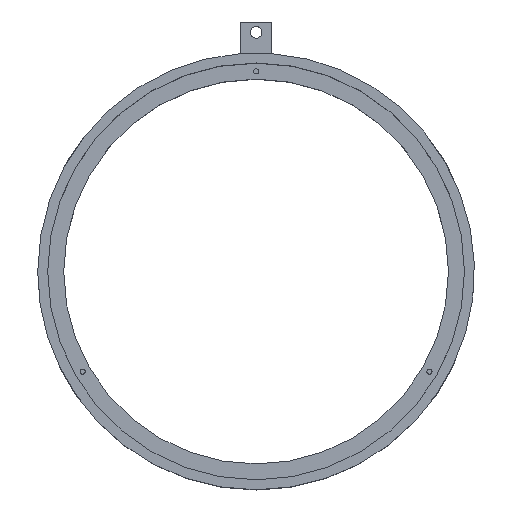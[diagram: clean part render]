
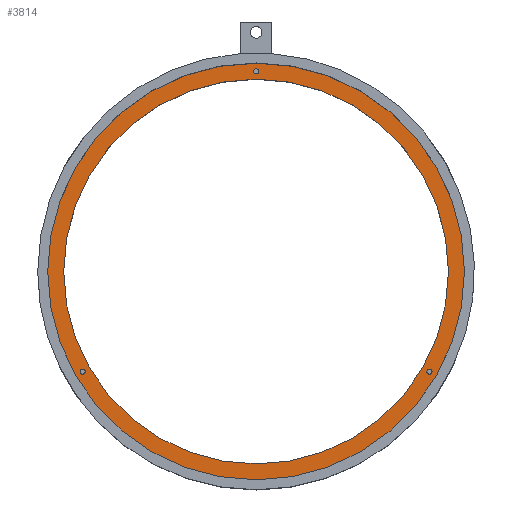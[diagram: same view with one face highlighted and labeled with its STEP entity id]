
A CAD part, top view. The second image highlights one B-rep face of the part: STEP entity #3814.
In plain terms, the highlighted planar face has unit normal (0, 0, 1).
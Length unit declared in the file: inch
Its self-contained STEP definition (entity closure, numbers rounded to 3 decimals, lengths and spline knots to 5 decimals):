
#60 = DIRECTION ( 'NONE',  ( 0., 0., 1. ) ) ;
#61 = AXIS2_PLACEMENT_3D ( 'NONE', #70, #60, #65 ) ;
#63 = CIRCLE ( 'NONE', #61, 0.06235 ) ;
#65 = DIRECTION ( 'NONE',  ( 1., 0., 0. ) ) ;
#67 = CARTESIAN_POINT ( 'NONE',  ( 0.06235, 4.8125, -2.375 ) ) ;
#70 = CARTESIAN_POINT ( 'NONE',  ( 0., 4.8125, -2.375 ) ) ;
#71 = CARTESIAN_POINT ( 'NONE',  ( -0.06235, 4.8125, -2.375 ) ) ;
#156 = DIRECTION ( 'NONE',  ( 1., 0., 0. ) ) ;
#172 = CARTESIAN_POINT ( 'NONE',  ( 0., 0., -2.375 ) ) ;
#173 = AXIS2_PLACEMENT_3D ( 'NONE', #172, #250, #156 ) ;
#174 = CIRCLE ( 'NONE', #173, 5.01 ) ;
#250 = DIRECTION ( 'NONE',  ( 0., 0., 1. ) ) ;
#1062 = VERTEX_POINT ( 'NONE', #71 ) ;
#1067 = EDGE_CURVE ( 'NONE', #1062, #1068, #63, .T. ) ;
#1068 = VERTEX_POINT ( 'NONE', #67 ) ;
#1078 = ORIENTED_EDGE ( 'NONE', *, *, #1653, .T. ) ;
#1089 = EDGE_LOOP ( 'NONE', ( #1236, #1248 ) ) ;
#1092 = ORIENTED_EDGE ( 'NONE', *, *, #1067, .F. ) ;
#1235 = EDGE_CURVE ( 'NONE', #1742, #1747, #174, .T. ) ;
#1236 = ORIENTED_EDGE ( 'NONE', *, *, #1235, .T. ) ;
#1239 = EDGE_LOOP ( 'NONE', ( #1078, #1240 ) ) ;
#1240 = ORIENTED_EDGE ( 'NONE', *, *, #1613, .T. ) ;
#1243 = ORIENTED_EDGE ( 'NONE', *, *, #1639, .F. ) ;
#1248 = ORIENTED_EDGE ( 'NONE', *, *, #1745, .T. ) ;
#1393 = EDGE_CURVE ( 'NONE', #1402, #1492, #1875, .T. ) ;
#1402 = VERTEX_POINT ( 'NONE', #1907 ) ;
#1427 = VERTEX_POINT ( 'NONE', #1965 ) ;
#1431 = VERTEX_POINT ( 'NONE', #1963 ) ;
#1492 = VERTEX_POINT ( 'NONE', #1929 ) ;
#1497 = EDGE_CURVE ( 'NONE', #1427, #1431, #1933, .T. ) ;
#1613 = EDGE_CURVE ( 'NONE', #1614, #1622, #2544, .T. ) ;
#1614 = VERTEX_POINT ( 'NONE', #2539 ) ;
#1622 = VERTEX_POINT ( 'NONE', #2499 ) ;
#1639 = EDGE_CURVE ( 'NONE', #1068, #1062, #2605, .T. ) ;
#1641 = ORIENTED_EDGE ( 'NONE', *, *, #1393, .F. ) ;
#1642 = EDGE_LOOP ( 'NONE', ( #1243, #1092 ) ) ;
#1653 = EDGE_CURVE ( 'NONE', #1622, #1614, #2685, .T. ) ;
#1742 = VERTEX_POINT ( 'NONE', #2787 ) ;
#1745 = EDGE_CURVE ( 'NONE', #1747, #1742, #2783, .T. ) ;
#1747 = VERTEX_POINT ( 'NONE', #2344 ) ;
#1871 = DIRECTION ( 'NONE',  ( -0.5, 0.866, 0. ) ) ;
#1872 = DIRECTION ( 'NONE',  ( 0., 0., 1. ) ) ;
#1873 = CARTESIAN_POINT ( 'NONE',  ( -4.16775, -2.40625, -2.375 ) ) ;
#1874 = AXIS2_PLACEMENT_3D ( 'NONE', #1873, #1872, #1871 ) ;
#1875 = CIRCLE ( 'NONE', #1874, 0.06235 ) ;
#1907 = CARTESIAN_POINT ( 'NONE',  ( -4.2301, -2.40625, -2.375 ) ) ;
#1929 = CARTESIAN_POINT ( 'NONE',  ( -4.1054, -2.40625, -2.375 ) ) ;
#1933 = CIRCLE ( 'NONE', #1941, 0.06235 ) ;
#1939 = DIRECTION ( 'NONE',  ( -0.5, -0.866, 0. ) ) ;
#1940 = DIRECTION ( 'NONE',  ( 0., 0., 1. ) ) ;
#1941 = AXIS2_PLACEMENT_3D ( 'NONE', #1944, #1940, #1939 ) ;
#1944 = CARTESIAN_POINT ( 'NONE',  ( 4.16775, -2.40625, -2.375 ) ) ;
#1963 = CARTESIAN_POINT ( 'NONE',  ( 4.2301, -2.40625, -2.375 ) ) ;
#1965 = CARTESIAN_POINT ( 'NONE',  ( 4.1054, -2.40625, -2.375 ) ) ;
#2344 = CARTESIAN_POINT ( 'NONE',  ( -5.01, 0., -2.375 ) ) ;
#2499 = CARTESIAN_POINT ( 'NONE',  ( 0., 4.625, -2.375 ) ) ;
#2539 = CARTESIAN_POINT ( 'NONE',  ( 0., -4.625, -2.375 ) ) ;
#2540 = DIRECTION ( 'NONE',  ( 1., 0., 0. ) ) ;
#2541 = DIRECTION ( 'NONE',  ( 0., 0., -1. ) ) ;
#2542 = CARTESIAN_POINT ( 'NONE',  ( 0., 0., -2.375 ) ) ;
#2543 = AXIS2_PLACEMENT_3D ( 'NONE', #2542, #2541, #2540 ) ;
#2544 = CIRCLE ( 'NONE', #2543, 4.625 ) ;
#2601 = DIRECTION ( 'NONE',  ( 1., 0., 0. ) ) ;
#2602 = DIRECTION ( 'NONE',  ( 0., 0., 1. ) ) ;
#2603 = CARTESIAN_POINT ( 'NONE',  ( 0., 4.8125, -2.375 ) ) ;
#2604 = AXIS2_PLACEMENT_3D ( 'NONE', #2603, #2602, #2601 ) ;
#2605 = CIRCLE ( 'NONE', #2604, 0.06235 ) ;
#2685 = CIRCLE ( 'NONE', #2717, 4.625 ) ;
#2714 = DIRECTION ( 'NONE',  ( 1., 0., 0. ) ) ;
#2715 = DIRECTION ( 'NONE',  ( 0., 0., -1. ) ) ;
#2716 = CARTESIAN_POINT ( 'NONE',  ( 0., 0., -2.375 ) ) ;
#2717 = AXIS2_PLACEMENT_3D ( 'NONE', #2716, #2715, #2714 ) ;
#2779 = DIRECTION ( 'NONE',  ( 1., 0., 0. ) ) ;
#2780 = DIRECTION ( 'NONE',  ( 0., 0., 1. ) ) ;
#2781 = CARTESIAN_POINT ( 'NONE',  ( 0., 0., -2.375 ) ) ;
#2782 = AXIS2_PLACEMENT_3D ( 'NONE', #2781, #2780, #2779 ) ;
#2783 = CIRCLE ( 'NONE', #2782, 5.01 ) ;
#2787 = CARTESIAN_POINT ( 'NONE',  ( 5.01, 0., -2.375 ) ) ;
#3435 = DIRECTION ( 'NONE',  ( -0.5, -0.866, 0. ) ) ;
#3436 = DIRECTION ( 'NONE',  ( 0., 0., 1. ) ) ;
#3437 = CARTESIAN_POINT ( 'NONE',  ( 4.16775, -2.40625, -2.375 ) ) ;
#3438 = AXIS2_PLACEMENT_3D ( 'NONE', #3437, #3436, #3435 ) ;
#3439 = DIRECTION ( 'NONE',  ( 1., 0., 0. ) ) ;
#3440 = DIRECTION ( 'NONE',  ( 0., 0., 1. ) ) ;
#3441 = CARTESIAN_POINT ( 'NONE',  ( 0., 0., -2.375 ) ) ;
#3442 = AXIS2_PLACEMENT_3D ( 'NONE', #3441, #3440, #3439 ) ;
#3443 = CIRCLE ( 'NONE', #3438, 0.06235 ) ;
#3444 = PLANE ( 'NONE',  #3442 ) ;
#3445 = FACE_BOUND ( 'NONE', #1239, .T. ) ;
#3446 = FACE_OUTER_BOUND ( 'NONE', #1089, .T. ) ;
#3447 = FACE_BOUND ( 'NONE', #1642, .T. ) ;
#3452 = FACE_BOUND ( 'NONE', #3835, .T. ) ;
#3453 = FACE_BOUND ( 'NONE', #3815, .T. ) ;
#3464 = AXIS2_PLACEMENT_3D ( 'NONE', #3467, #3506, #3505 ) ;
#3465 = CIRCLE ( 'NONE', #3464, 0.06235 ) ;
#3467 = CARTESIAN_POINT ( 'NONE',  ( -4.16775, -2.40625, -2.375 ) ) ;
#3505 = DIRECTION ( 'NONE',  ( -0.5, 0.866, 0. ) ) ;
#3506 = DIRECTION ( 'NONE',  ( 0., 0., 1. ) ) ;
#3814 = ADVANCED_FACE ( 'NONE', ( #3453, #3452, #3447, #3446, #3445 ), #3444, .T. ) ;
#3815 = EDGE_LOOP ( 'NONE', ( #3816, #3818 ) ) ;
#3816 = ORIENTED_EDGE ( 'NONE', *, *, #3817, .F. ) ;
#3817 = EDGE_CURVE ( 'NONE', #1431, #1427, #3443, .T. ) ;
#3818 = ORIENTED_EDGE ( 'NONE', *, *, #1497, .F. ) ;
#3835 = EDGE_LOOP ( 'NONE', ( #3836, #1641 ) ) ;
#3836 = ORIENTED_EDGE ( 'NONE', *, *, #3837, .F. ) ;
#3837 = EDGE_CURVE ( 'NONE', #1492, #1402, #3465, .T. ) ;
